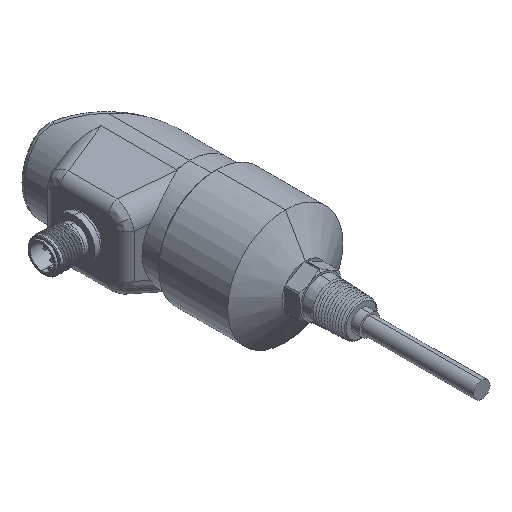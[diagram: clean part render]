
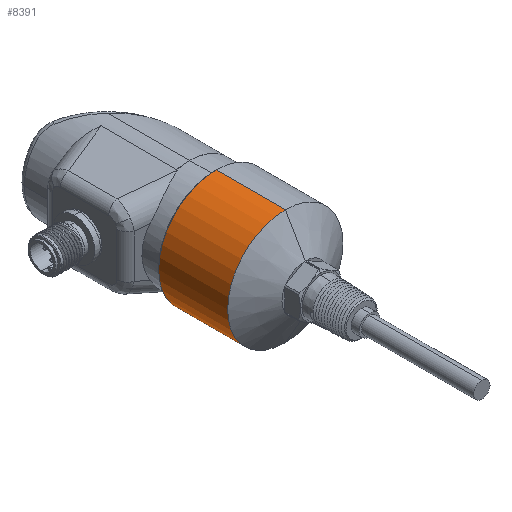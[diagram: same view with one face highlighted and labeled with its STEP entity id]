
A CAD part, isometric view. The second image highlights one B-rep face of the part: STEP entity #8391.
In plain terms, the highlighted cylindrical face has radius 21.15 mm (diameter 42.3 mm), a partial arc.
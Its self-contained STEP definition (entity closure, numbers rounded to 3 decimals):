
#213 = CARTESIAN_POINT ( 'NONE',  ( 0., -31.303, -21.15 ) ) ;
#909 = DIRECTION ( 'NONE',  ( 0., 1., 0. ) ) ;
#976 = CARTESIAN_POINT ( 'NONE',  ( 0., -31.303, 0. ) ) ;
#1834 = EDGE_CURVE ( 'NONE', #11411, #10844, #15510, .T. ) ;
#2240 = AXIS2_PLACEMENT_3D ( 'NONE', #5035, #13728, #6315 ) ;
#2319 = ORIENTED_EDGE ( 'NONE', *, *, #4119, .T. ) ;
#2499 = CARTESIAN_POINT ( 'NONE',  ( 0., 1.349, 21.15 ) ) ;
#3462 = DIRECTION ( 'NONE',  ( 0., 1., 0. ) ) ;
#4119 = EDGE_CURVE ( 'NONE', #10866, #10844, #7955, .T. ) ;
#5035 = CARTESIAN_POINT ( 'NONE',  ( 0., -24., 0. ) ) ;
#5240 = EDGE_LOOP ( 'NONE', ( #12582, #12784, #5608, #2319 ) ) ;
#5608 = ORIENTED_EDGE ( 'NONE', *, *, #6056, .T. ) ;
#5619 = CYLINDRICAL_SURFACE ( 'NONE', #8067, 21.15 ) ;
#6056 = EDGE_CURVE ( 'NONE', #11400, #10866, #10062, .T. ) ;
#6315 = DIRECTION ( 'NONE',  ( 0., 0., -1. ) ) ;
#6395 = CARTESIAN_POINT ( 'NONE',  ( 0., -24., 21.15 ) ) ;
#7709 = DIRECTION ( 'NONE',  ( 0., 1., 0. ) ) ;
#7864 = CARTESIAN_POINT ( 'NONE',  ( 0., -31.303, 21.15 ) ) ;
#7926 = EDGE_CURVE ( 'NONE', #11411, #11400, #15002, .T. ) ;
#7955 = CIRCLE ( 'NONE', #10499, 21.15 ) ;
#8067 = AXIS2_PLACEMENT_3D ( 'NONE', #976, #3462, #13404 ) ;
#8391 = ADVANCED_FACE ( 'NONE', ( #10328 ), #5619, .T. ) ;
#8632 = CARTESIAN_POINT ( 'NONE',  ( 0., 1.349, -21.15 ) ) ;
#9860 = VECTOR ( 'NONE', #7709, 1000. ) ;
#10062 = LINE ( 'NONE', #7864, #9860 ) ;
#10191 = CARTESIAN_POINT ( 'NONE',  ( 0., -24., -21.15 ) ) ;
#10328 = FACE_OUTER_BOUND ( 'NONE', #5240, .T. ) ;
#10499 = AXIS2_PLACEMENT_3D ( 'NONE', #13566, #13418, #13261 ) ;
#10844 = VERTEX_POINT ( 'NONE', #8632 ) ;
#10866 = VERTEX_POINT ( 'NONE', #2499 ) ;
#11400 = VERTEX_POINT ( 'NONE', #6395 ) ;
#11411 = VERTEX_POINT ( 'NONE', #10191 ) ;
#12582 = ORIENTED_EDGE ( 'NONE', *, *, #1834, .F. ) ;
#12784 = ORIENTED_EDGE ( 'NONE', *, *, #7926, .T. ) ;
#13261 = DIRECTION ( 'NONE',  ( 0., 0., -1. ) ) ;
#13404 = DIRECTION ( 'NONE',  ( 0., 0., 1. ) ) ;
#13418 = DIRECTION ( 'NONE',  ( 0., -1., 0. ) ) ;
#13566 = CARTESIAN_POINT ( 'NONE',  ( 0., 1.349, 0. ) ) ;
#13728 = DIRECTION ( 'NONE',  ( 0., 1., 0. ) ) ;
#15002 = CIRCLE ( 'NONE', #2240, 21.15 ) ;
#15510 = LINE ( 'NONE', #213, #15527 ) ;
#15527 = VECTOR ( 'NONE', #909, 1000. ) ;
